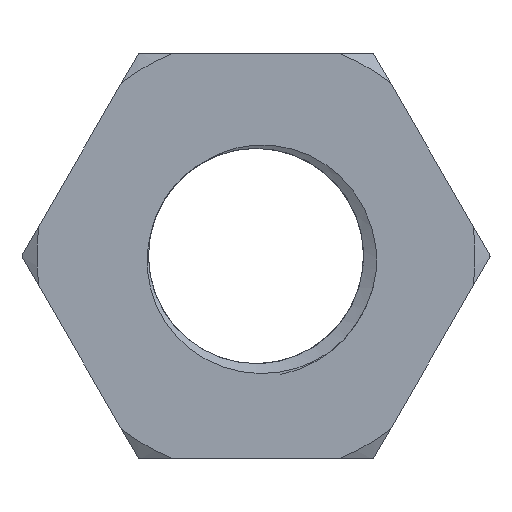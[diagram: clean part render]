
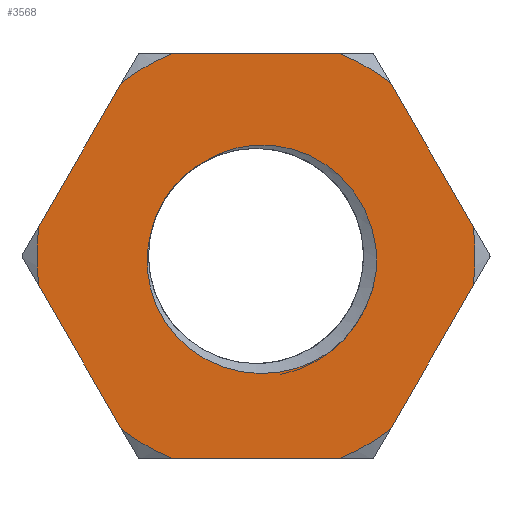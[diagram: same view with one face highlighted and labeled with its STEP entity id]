
A CAD part, left-side view. The second image highlights one B-rep face of the part: STEP entity #3568.
In plain terms, the highlighted planar face has unit normal (-1, 0, 0).
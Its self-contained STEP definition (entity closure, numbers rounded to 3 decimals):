
#121=DIRECTION('',(0.,-0.5,0.866));
#122=VECTOR('',#121,14.236);
#123=CARTESIAN_POINT('',(0.,18.671,2.56));
#124=LINE('',#123,#122);
#125=CARTESIAN_POINT('',(0.,0.,0.));
#126=DIRECTION('',(-1.,0.,0.));
#127=DIRECTION('',(0.,0.378,0.926));
#128=AXIS2_PLACEMENT_3D('',#125,#126,#127);
#130=DIRECTION('',(0.,-1.,0.));
#131=VECTOR('',#130,14.236);
#132=CARTESIAN_POINT('',(0.,7.118,17.45));
#133=LINE('',#132,#131);
#134=CARTESIAN_POINT('',(0.,0.,0.));
#135=DIRECTION('',(-1.,0.,0.));
#136=DIRECTION('',(0.,-0.613,0.79));
#137=AXIS2_PLACEMENT_3D('',#134,#135,#136);
#139=DIRECTION('',(0.,-0.5,-0.866));
#140=VECTOR('',#139,14.236);
#141=CARTESIAN_POINT('',(0.,-11.553,14.89));
#142=LINE('',#141,#140);
#143=DIRECTION('',(0.,0.5,-0.866));
#144=VECTOR('',#143,14.236);
#145=CARTESIAN_POINT('',(0.,-18.671,-2.56));
#146=LINE('',#145,#144);
#147=CARTESIAN_POINT('',(0.,0.,0.));
#148=DIRECTION('',(-1.,0.,0.));
#149=DIRECTION('',(0.,-0.378,-0.926));
#150=AXIS2_PLACEMENT_3D('',#147,#148,#149);
#152=DIRECTION('',(0.,1.,0.));
#153=VECTOR('',#152,14.236);
#154=CARTESIAN_POINT('',(0.,-7.118,-17.45));
#155=LINE('',#154,#153);
#156=CARTESIAN_POINT('',(0.,0.,0.));
#157=DIRECTION('',(-1.,0.,0.));
#158=DIRECTION('',(0.,0.613,-0.79));
#159=AXIS2_PLACEMENT_3D('',#156,#157,#158);
#161=DIRECTION('',(0.,0.5,0.866));
#162=VECTOR('',#161,14.236);
#163=CARTESIAN_POINT('',(0.,11.553,-14.89));
#164=LINE('',#163,#162);
#165=CARTESIAN_POINT('',(0.,4.719,7.956));
#166=CARTESIAN_POINT('',(0.,4.304,8.235));
#167=CARTESIAN_POINT('',(0.,3.439,8.721));
#168=CARTESIAN_POINT('',(0.,2.022,9.242));
#169=CARTESIAN_POINT('',(0.,0.527,9.531));
#170=CARTESIAN_POINT('',(0.,-0.995,9.579));
#171=CARTESIAN_POINT('',(0.,-2.529,9.38));
#172=CARTESIAN_POINT('',(0.,-4.009,8.941));
#173=CARTESIAN_POINT('',(0.,-5.418,8.267));
#174=CARTESIAN_POINT('',(0.,-6.709,7.371));
#175=CARTESIAN_POINT('',(0.,-7.846,6.283));
#176=CARTESIAN_POINT('',(0.,-8.811,5.01));
#177=CARTESIAN_POINT('',(0.,-9.561,3.606));
#178=CARTESIAN_POINT('',(0.,-10.09,2.082));
#179=CARTESIAN_POINT('',(0.,-10.374,0.486));
#180=CARTESIAN_POINT('',(0.,-10.396,-0.592));
#181=CARTESIAN_POINT('',(0.,-10.364,-1.137));
#183=CARTESIAN_POINT('',(0.,0.,0.));
#184=DIRECTION('',(1.,0.,0.));
#185=DIRECTION('',(0.,0.98,0.201));
#186=AXIS2_PLACEMENT_3D('',#183,#184,#185);
#188=CARTESIAN_POINT('',(0.,-6.555,-8.098));
#189=CARTESIAN_POINT('',(0.,-6.127,-8.414));
#190=CARTESIAN_POINT('',(0.,-5.236,-8.969));
#191=CARTESIAN_POINT('',(0.,-3.802,-9.588));
#192=CARTESIAN_POINT('',(0.,-2.288,-9.983));
#193=CARTESIAN_POINT('',(0.,-0.74,-10.142));
#194=CARTESIAN_POINT('',(0.,0.794,-10.065));
#195=CARTESIAN_POINT('',(0.,2.306,-9.754));
#196=CARTESIAN_POINT('',(0.,3.73,-9.225));
#197=CARTESIAN_POINT('',(0.,5.059,-8.483));
#198=CARTESIAN_POINT('',(0.,6.25,-7.553));
#199=CARTESIAN_POINT('',(0.,7.276,-6.461));
#200=CARTESIAN_POINT('',(0.,8.121,-5.226));
#201=CARTESIAN_POINT('',(0.,8.759,-3.888));
#202=CARTESIAN_POINT('',(0.,9.182,-2.474));
#203=CARTESIAN_POINT('',(0.,9.381,-1.019));
#204=CARTESIAN_POINT('',(0.,9.351,0.439));
#205=CARTESIAN_POINT('',(0.,9.184,1.386));
#206=CARTESIAN_POINT('',(0.,9.062,1.856));
#208=CARTESIAN_POINT('',(0.,-10.364,-1.137));
#209=CARTESIAN_POINT('',(0.,-10.314,-1.588));
#210=CARTESIAN_POINT('',(0.,-10.157,-2.475));
#211=CARTESIAN_POINT('',(0.,-9.748,-3.775));
#212=CARTESIAN_POINT('',(0.,-9.173,-5.01));
#213=CARTESIAN_POINT('',(0.,-8.445,-6.156));
#214=CARTESIAN_POINT('',(0.,-7.575,-7.198));
#215=CARTESIAN_POINT('',(0.,-6.91,-7.812));
#216=CARTESIAN_POINT('',(0.,-6.555,-8.098));
#232=CARTESIAN_POINT('',(0.,0.,0.));
#233=DIRECTION('',(-1.,0.,0.));
#234=DIRECTION('',(0.,0.991,0.136));
#235=AXIS2_PLACEMENT_3D('',#232,#233,#234);
#258=CARTESIAN_POINT('',(0.,0.,0.));
#259=DIRECTION('',(-1.,0.,0.));
#260=DIRECTION('',(0.,-0.991,-0.136));
#261=AXIS2_PLACEMENT_3D('',#258,#259,#260);
#3336=CARTESIAN_POINT('',(0.,11.553,-14.89));
#3337=CARTESIAN_POINT('',(0.,7.118,-17.45));
#3338=VERTEX_POINT('',#3336);
#3339=VERTEX_POINT('',#3337);
#3340=CARTESIAN_POINT('',(0.,-7.118,-17.45));
#3341=CARTESIAN_POINT('',(0.,-11.553,-14.89));
#3342=VERTEX_POINT('',#3340);
#3343=VERTEX_POINT('',#3341);
#3344=CARTESIAN_POINT('',(0.,-11.553,14.89));
#3345=CARTESIAN_POINT('',(0.,-7.118,17.45));
#3346=VERTEX_POINT('',#3344);
#3347=VERTEX_POINT('',#3345);
#3348=CARTESIAN_POINT('',(0.,7.118,17.45));
#3349=CARTESIAN_POINT('',(0.,11.553,14.89));
#3350=VERTEX_POINT('',#3348);
#3351=VERTEX_POINT('',#3349);
#3368=CARTESIAN_POINT('',(0.,18.671,-2.56));
#3369=VERTEX_POINT('',#3368);
#3370=CARTESIAN_POINT('',(0.,18.671,2.56));
#3371=VERTEX_POINT('',#3370);
#3372=CARTESIAN_POINT('',(0.,-18.671,2.56));
#3373=VERTEX_POINT('',#3372);
#3374=CARTESIAN_POINT('',(0.,-18.671,-2.56));
#3375=VERTEX_POINT('',#3374);
#3418=VERTEX_POINT('',#208);
#3419=VERTEX_POINT('',#216);
#3511=VERTEX_POINT('',#165);
#3512=VERTEX_POINT('',#206);
#3527=CARTESIAN_POINT('',(0.,0.,0.));
#3528=DIRECTION('',(1.,0.,0.));
#3529=DIRECTION('',(0.,0.,-1.));
#3530=AXIS2_PLACEMENT_3D('',#3527,#3528,#3529);
#3531=PLANE('',#3530);
#3533=ORIENTED_EDGE('',*,*,#3532,.F.);
#3535=ORIENTED_EDGE('',*,*,#3534,.T.);
#3537=ORIENTED_EDGE('',*,*,#3536,.F.);
#3539=ORIENTED_EDGE('',*,*,#3538,.T.);
#3541=ORIENTED_EDGE('',*,*,#3540,.F.);
#3543=ORIENTED_EDGE('',*,*,#3542,.T.);
#3545=ORIENTED_EDGE('',*,*,#3544,.F.);
#3547=ORIENTED_EDGE('',*,*,#3546,.T.);
#3549=ORIENTED_EDGE('',*,*,#3548,.F.);
#3551=ORIENTED_EDGE('',*,*,#3550,.T.);
#3553=ORIENTED_EDGE('',*,*,#3552,.F.);
#3555=ORIENTED_EDGE('',*,*,#3554,.T.);
#3556=EDGE_LOOP('',(#3533,#3535,#3537,#3539,#3541,#3543,#3545,#3547,#3549,#3551,
#3553,#3555));
#3557=FACE_OUTER_BOUND('',#3556,.F.);
#3559=ORIENTED_EDGE('',*,*,#3558,.F.);
#3561=ORIENTED_EDGE('',*,*,#3560,.F.);
#3563=ORIENTED_EDGE('',*,*,#3562,.F.);
#3565=ORIENTED_EDGE('',*,*,#3564,.F.);
#3566=EDGE_LOOP('',(#3559,#3561,#3563,#3565));
#3567=FACE_BOUND('',#3566,.F.);
#129=CIRCLE('',#128,18.846);
#138=CIRCLE('',#137,18.846);
#151=CIRCLE('',#150,18.846);
#160=CIRCLE('',#159,18.846);
#182=B_SPLINE_CURVE_WITH_KNOTS('',3,(#165,#166,#167,#168,#169,#170,#171,#172,
#173,#174,#175,#176,#177,#178,#179,#180,#181),.UNSPECIFIED.,.F.,.F.,(4,1,1,1,1,
1,1,1,1,1,1,1,1,1,4),(0.,0.071,0.143,
0.214,0.286,0.357,0.429,0.5,
0.571,0.643,0.714,0.786,
0.857,0.929,1.),.UNSPECIFIED.);
#187=CIRCLE('',#186,9.25);
#207=B_SPLINE_CURVE_WITH_KNOTS('',3,(#188,#189,#190,#191,#192,#193,#194,#195,
#196,#197,#198,#199,#200,#201,#202,#203,#204,#205,#206),.UNSPECIFIED.,.F.,.F.,
(4,1,1,1,1,1,1,1,1,1,1,1,1,1,1,1,4),(0.,0.063,0.125,0.188,0.25,
0.313,0.375,0.438,0.5,0.563,0.625,0.688,0.75,0.813,
0.875,0.938,1.),.UNSPECIFIED.);
#217=B_SPLINE_CURVE_WITH_KNOTS('',3,(#208,#209,#210,#211,#212,#213,#214,#215,
#216),.UNSPECIFIED.,.F.,.F.,(4,1,1,1,1,1,4),(0.,0.167,
0.333,0.5,0.667,0.833,1.),
.UNSPECIFIED.);
#236=CIRCLE('',#235,18.846);
#262=CIRCLE('',#261,18.846);
#3532=EDGE_CURVE('',#3371,#3369,#236,.T.);
#3534=EDGE_CURVE('',#3371,#3351,#124,.T.);
#3536=EDGE_CURVE('',#3350,#3351,#129,.T.);
#3538=EDGE_CURVE('',#3350,#3347,#133,.T.);
#3540=EDGE_CURVE('',#3346,#3347,#138,.T.);
#3542=EDGE_CURVE('',#3346,#3373,#142,.T.);
#3544=EDGE_CURVE('',#3375,#3373,#262,.T.);
#3546=EDGE_CURVE('',#3375,#3343,#146,.T.);
#3548=EDGE_CURVE('',#3342,#3343,#151,.T.);
#3550=EDGE_CURVE('',#3342,#3339,#155,.T.);
#3552=EDGE_CURVE('',#3338,#3339,#160,.T.);
#3554=EDGE_CURVE('',#3338,#3369,#164,.T.);
#3558=EDGE_CURVE('',#3511,#3418,#182,.T.);
#3560=EDGE_CURVE('',#3512,#3511,#187,.T.);
#3562=EDGE_CURVE('',#3419,#3512,#207,.T.);
#3564=EDGE_CURVE('',#3418,#3419,#217,.T.);
#3568=ADVANCED_FACE('',(#3557,#3567),#3531,.F.);
